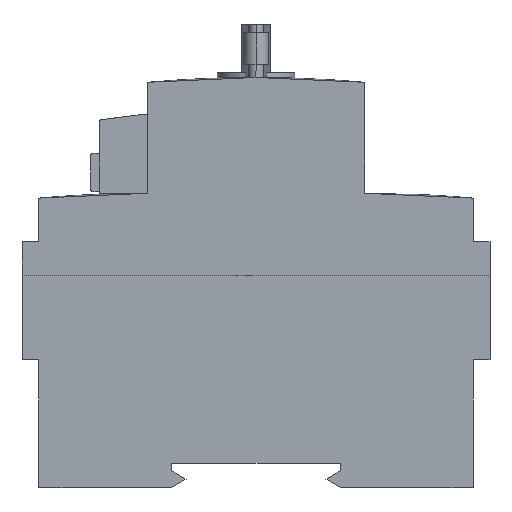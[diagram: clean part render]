
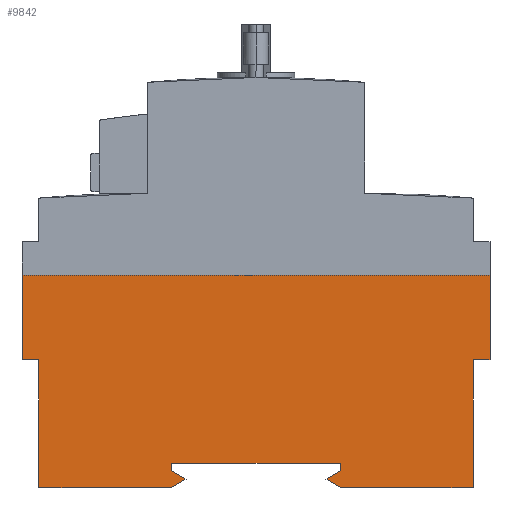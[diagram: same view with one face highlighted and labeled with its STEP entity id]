
A CAD part, left-side view. The second image highlights one B-rep face of the part: STEP entity #9842.
In plain terms, the highlighted planar face has unit normal (-1, 0, 0).
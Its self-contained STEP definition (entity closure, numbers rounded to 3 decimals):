
#253 = CARTESIAN_POINT ( 'NONE',  ( -36.743, -15.075, -48. ) ) ;
#1996 = DIRECTION ( 'NONE',  ( 0., 0., 1. ) ) ;
#2069 = LINE ( 'NONE', #7306, #23622 ) ;
#2210 = ORIENTED_EDGE ( 'NONE', *, *, #17502, .T. ) ;
#2260 = FACE_OUTER_BOUND ( 'NONE', #31011, .T. ) ;
#2367 = ORIENTED_EDGE ( 'NONE', *, *, #3385, .T. ) ;
#2621 = DIRECTION ( 'NONE',  ( 0., 0.864, -0.504 ) ) ;
#3030 = VECTOR ( 'NONE', #29838, 1000. ) ;
#3235 = VERTEX_POINT ( 'NONE', #21833 ) ;
#3385 = EDGE_CURVE ( 'NONE', #7633, #9858, #8194, .T. ) ;
#3772 = VERTEX_POINT ( 'NONE', #6164 ) ;
#4306 = CARTESIAN_POINT ( 'NONE',  ( -36.743, 74.925, -48. ) ) ;
#4615 = EDGE_CURVE ( 'NONE', #27441, #5328, #15205, .T. ) ;
#4731 = DIRECTION ( 'NONE',  ( 0., -1., 0. ) ) ;
#5142 = VERTEX_POINT ( 'NONE', #26588 ) ;
#5328 = VERTEX_POINT ( 'NONE', #12023 ) ;
#5626 = VECTOR ( 'NONE', #11110, 1000. ) ;
#6164 = CARTESIAN_POINT ( 'NONE',  ( -36.743, 15.423, -46.25 ) ) ;
#6765 = ORIENTED_EDGE ( 'NONE', *, *, #19990, .T. ) ;
#7138 = LINE ( 'NONE', #10303, #36219 ) ;
#7300 = EDGE_CURVE ( 'NONE', #3235, #23913, #20628, .T. ) ;
#7306 = CARTESIAN_POINT ( 'NONE',  ( -36.743, 47.425, -44.5 ) ) ;
#7389 = CARTESIAN_POINT ( 'NONE',  ( -36.743, 13.759, -4. ) ) ;
#7423 = CARTESIAN_POINT ( 'NONE',  ( -36.743, 15.423, -46.25 ) ) ;
#7633 = VERTEX_POINT ( 'NONE', #22231 ) ;
#7889 = CARTESIAN_POINT ( 'NONE',  ( -36.743, -15.075, -48. ) ) ;
#7991 = AXIS2_PLACEMENT_3D ( 'NONE', #28110, #11212, #30993 ) ;
#8194 = LINE ( 'NONE', #35193, #22281 ) ;
#8896 = EDGE_CURVE ( 'NONE', #5142, #30286, #36220, .T. ) ;
#8912 = B_SPLINE_CURVE_WITH_KNOTS ( 'NONE', 3,
 ( #32674, #7389, #10190, #12988 ),
 .UNSPECIFIED., .F., .F.,
 ( 4, 4 ),
 ( 0., 1. ),
 .UNSPECIFIED. ) ;
#8972 = DIRECTION ( 'NONE',  ( 0., -1., 0. ) ) ;
#9178 = CARTESIAN_POINT ( 'NONE',  ( -36.743, -15.075, -48. ) ) ;
#9289 = EDGE_CURVE ( 'NONE', #26853, #27441, #23373, .T. ) ;
#9842 = ADVANCED_FACE ( 'NONE', ( #2260 ), #13889, .T. ) ;
#9858 = VERTEX_POINT ( 'NONE', #16711 ) ;
#10190 = CARTESIAN_POINT ( 'NONE',  ( -36.743, 46.092, -4. ) ) ;
#10273 = LINE ( 'NONE', #12843, #17760 ) ;
#10297 = VECTOR ( 'NONE', #32727, 1000. ) ;
#10303 = CARTESIAN_POINT ( 'NONE',  ( -36.743, 12.425, -44.5 ) ) ;
#10678 = DIRECTION ( 'NONE',  ( 0., 0., 1. ) ) ;
#10871 = VECTOR ( 'NONE', #2621, 1000. ) ;
#10926 = CARTESIAN_POINT ( 'NONE',  ( -36.743, 12.425, -44.5 ) ) ;
#10932 = CARTESIAN_POINT ( 'NONE',  ( -36.743, 44.428, -46.25 ) ) ;
#11110 = DIRECTION ( 'NONE',  ( 0., -1., 0. ) ) ;
#11212 = DIRECTION ( 'NONE',  ( -1., 0., 0. ) ) ;
#11513 = ORIENTED_EDGE ( 'NONE', *, *, #9289, .T. ) ;
#11526 = VERTEX_POINT ( 'NONE', #17553 ) ;
#11839 = EDGE_CURVE ( 'NONE', #26291, #26853, #8912, .T. ) ;
#12023 = CARTESIAN_POINT ( 'NONE',  ( -36.743, 74.925, -21.5 ) ) ;
#12843 = CARTESIAN_POINT ( 'NONE',  ( -36.743, 47.425, -48. ) ) ;
#12988 = CARTESIAN_POINT ( 'NONE',  ( -36.743, 78.425, -4. ) ) ;
#13256 = VECTOR ( 'NONE', #10678, 1000. ) ;
#13889 = PLANE ( 'NONE',  #7991 ) ;
#14325 = ORIENTED_EDGE ( 'NONE', *, *, #7300, .T. ) ;
#14330 = DIRECTION ( 'NONE',  ( 0., 0., -1. ) ) ;
#14480 = ORIENTED_EDGE ( 'NONE', *, *, #23138, .T. ) ;
#14576 = CARTESIAN_POINT ( 'NONE',  ( -36.743, -15.075, -21.5 ) ) ;
#14761 = LINE ( 'NONE', #10932, #28935 ) ;
#15205 = LINE ( 'NONE', #14576, #22748 ) ;
#15223 = ORIENTED_EDGE ( 'NONE', *, *, #8896, .T. ) ;
#15956 = EDGE_CURVE ( 'NONE', #11526, #9858, #7138, .T. ) ;
#16121 = VERTEX_POINT ( 'NONE', #16400 ) ;
#16211 = LINE ( 'NONE', #9178, #29547 ) ;
#16400 = CARTESIAN_POINT ( 'NONE',  ( -36.743, 44.428, -46.25 ) ) ;
#16711 = CARTESIAN_POINT ( 'NONE',  ( -36.743, 12.425, -43. ) ) ;
#16875 = ORIENTED_EDGE ( 'NONE', *, *, #28991, .T. ) ;
#17502 = EDGE_CURVE ( 'NONE', #11526, #3772, #26789, .T. ) ;
#17553 = CARTESIAN_POINT ( 'NONE',  ( -36.743, 12.425, -44.5 ) ) ;
#17760 = VECTOR ( 'NONE', #29800, 1000. ) ;
#17779 = LINE ( 'NONE', #7423, #10297 ) ;
#18324 = ORIENTED_EDGE ( 'NONE', *, *, #15956, .F. ) ;
#18842 = VERTEX_POINT ( 'NONE', #29506 ) ;
#19990 = EDGE_CURVE ( 'NONE', #3772, #5142, #17779, .T. ) ;
#20231 = ORIENTED_EDGE ( 'NONE', *, *, #31473, .F. ) ;
#20284 = ORIENTED_EDGE ( 'NONE', *, *, #32921, .T. ) ;
#20628 = LINE ( 'NONE', #28022, #5626 ) ;
#20647 = LINE ( 'NONE', #26976, #3030 ) ;
#21226 = VECTOR ( 'NONE', #36424, 1000. ) ;
#21833 = CARTESIAN_POINT ( 'NONE',  ( -36.743, -15.075, -21.5 ) ) ;
#22231 = CARTESIAN_POINT ( 'NONE',  ( -36.743, 47.425, -43. ) ) ;
#22281 = VECTOR ( 'NONE', #4731, 1000. ) ;
#22313 = ORIENTED_EDGE ( 'NONE', *, *, #29771, .T. ) ;
#22574 = CARTESIAN_POINT ( 'NONE',  ( -36.743, -18.575, -21.5 ) ) ;
#22748 = VECTOR ( 'NONE', #8972, 1000. ) ;
#22752 = CARTESIAN_POINT ( 'NONE',  ( -36.743, 74.925, -48. ) ) ;
#23138 = EDGE_CURVE ( 'NONE', #23913, #26291, #20647, .T. ) ;
#23373 = LINE ( 'NONE', #32630, #30044 ) ;
#23622 = VECTOR ( 'NONE', #24167, 1000. ) ;
#23709 = LINE ( 'NONE', #22752, #30379 ) ;
#23913 = VERTEX_POINT ( 'NONE', #22574 ) ;
#23959 = CARTESIAN_POINT ( 'NONE',  ( -36.743, 47.425, -44.5 ) ) ;
#24167 = DIRECTION ( 'NONE',  ( 0., 0., -1. ) ) ;
#25390 = EDGE_CURVE ( 'NONE', #18842, #16121, #10273, .T. ) ;
#26291 = VERTEX_POINT ( 'NONE', #31451 ) ;
#26588 = CARTESIAN_POINT ( 'NONE',  ( -36.743, 12.425, -48. ) ) ;
#26626 = ORIENTED_EDGE ( 'NONE', *, *, #25390, .T. ) ;
#26789 = LINE ( 'NONE', #10926, #10871 ) ;
#26853 = VERTEX_POINT ( 'NONE', #33225 ) ;
#26976 = CARTESIAN_POINT ( 'NONE',  ( -36.743, -18.575, -48. ) ) ;
#27441 = VERTEX_POINT ( 'NONE', #27815 ) ;
#27815 = CARTESIAN_POINT ( 'NONE',  ( -36.743, 78.425, -21.5 ) ) ;
#28022 = CARTESIAN_POINT ( 'NONE',  ( -36.743, -15.075, -21.5 ) ) ;
#28050 = EDGE_CURVE ( 'NONE', #35774, #18842, #16211, .T. ) ;
#28110 = CARTESIAN_POINT ( 'NONE',  ( -36.743, -15.075, -48. ) ) ;
#28308 = LINE ( 'NONE', #7889, #13256 ) ;
#28844 = ORIENTED_EDGE ( 'NONE', *, *, #11839, .T. ) ;
#28935 = VECTOR ( 'NONE', #36365, 1000. ) ;
#28991 = EDGE_CURVE ( 'NONE', #5328, #35774, #23709, .T. ) ;
#29025 = DIRECTION ( 'NONE',  ( 0., -1., 0. ) ) ;
#29506 = CARTESIAN_POINT ( 'NONE',  ( -36.743, 47.425, -48. ) ) ;
#29547 = VECTOR ( 'NONE', #29025, 1000. ) ;
#29769 = DIRECTION ( 'NONE',  ( 0., 0., -1. ) ) ;
#29771 = EDGE_CURVE ( 'NONE', #16121, #36266, #14761, .T. ) ;
#29800 = DIRECTION ( 'NONE',  ( 0., -0.864, 0.504 ) ) ;
#29838 = DIRECTION ( 'NONE',  ( 0., 0., 1. ) ) ;
#30044 = VECTOR ( 'NONE', #29769, 1000. ) ;
#30286 = VERTEX_POINT ( 'NONE', #253 ) ;
#30379 = VECTOR ( 'NONE', #14330, 1000. ) ;
#30993 = DIRECTION ( 'NONE',  ( 0., 0., 1. ) ) ;
#31011 = EDGE_LOOP ( 'NONE', ( #2210, #6765, #15223, #20284, #14325, #14480, #28844, #11513, #31019, #16875, #34017, #26626, #22313, #20231, #2367, #18324 ) ) ;
#31019 = ORIENTED_EDGE ( 'NONE', *, *, #4615, .T. ) ;
#31451 = CARTESIAN_POINT ( 'NONE',  ( -36.743, -18.575, -4. ) ) ;
#31473 = EDGE_CURVE ( 'NONE', #7633, #36266, #2069, .T. ) ;
#32630 = CARTESIAN_POINT ( 'NONE',  ( -36.743, 78.425, -48. ) ) ;
#32674 = CARTESIAN_POINT ( 'NONE',  ( -36.743, -18.575, -4. ) ) ;
#32727 = DIRECTION ( 'NONE',  ( 0., -0.864, -0.504 ) ) ;
#32921 = EDGE_CURVE ( 'NONE', #30286, #3235, #28308, .T. ) ;
#33225 = CARTESIAN_POINT ( 'NONE',  ( -36.743, 78.425, -4. ) ) ;
#33618 = CARTESIAN_POINT ( 'NONE',  ( -36.743, -15.075, -48. ) ) ;
#34017 = ORIENTED_EDGE ( 'NONE', *, *, #28050, .T. ) ;
#35193 = CARTESIAN_POINT ( 'NONE',  ( -36.743, -15.075, -43. ) ) ;
#35774 = VERTEX_POINT ( 'NONE', #4306 ) ;
#36219 = VECTOR ( 'NONE', #1996, 1000. ) ;
#36220 = LINE ( 'NONE', #33618, #21226 ) ;
#36266 = VERTEX_POINT ( 'NONE', #23959 ) ;
#36365 = DIRECTION ( 'NONE',  ( 0., 0.864, 0.504 ) ) ;
#36424 = DIRECTION ( 'NONE',  ( 0., -1., 0. ) ) ;
